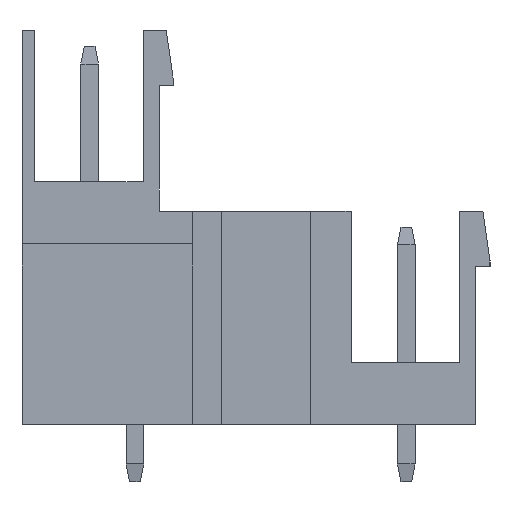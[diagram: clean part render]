
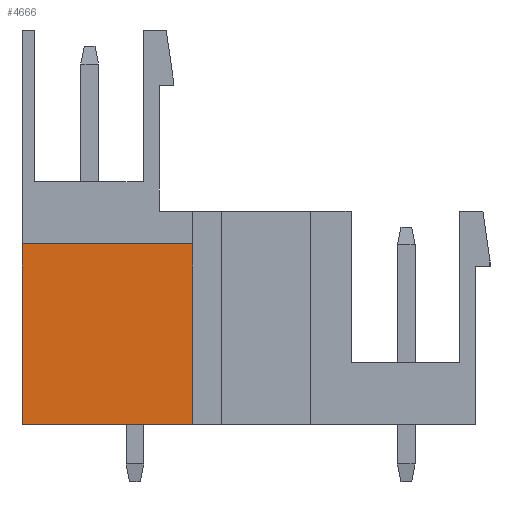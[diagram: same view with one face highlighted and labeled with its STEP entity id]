
A CAD part, left-side view. The second image highlights one B-rep face of the part: STEP entity #4666.
In plain terms, the highlighted planar face has unit normal (-1, 0, 0).
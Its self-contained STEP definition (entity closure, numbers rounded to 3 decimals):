
#4653=AXIS2_PLACEMENT_3D('Plane Axis2P3D',#4650,#4651,#4652) ;
#2877=CARTESIAN_POINT('Vertex',(1.,26.28,3.2)) ;
#2880=CARTESIAN_POINT('Line Origine',(1.,26.28,8.28)) ;
#2884=CARTESIAN_POINT('Vertex',(1.,26.28,13.36)) ;
#2962=CARTESIAN_POINT('Vertex',(1.,16.7,3.2)) ;
#2965=CARTESIAN_POINT('Line Origine',(1.,21.49,3.2)) ;
#4633=CARTESIAN_POINT('Vertex',(1.,16.7,13.36)) ;
#4636=CARTESIAN_POINT('Line Origine',(1.,16.7,8.28)) ;
#4650=CARTESIAN_POINT('Axis2P3D Location',(1.,0.,13.36)) ;
#4655=CARTESIAN_POINT('Line Origine',(1.,21.49,13.36)) ;
#2881=DIRECTION('Vector Direction',(0.,0.,-1.)) ;
#2966=DIRECTION('Vector Direction',(0.,1.,0.)) ;
#4637=DIRECTION('Vector Direction',(0.,0.,1.)) ;
#4651=DIRECTION('Axis2P3D Direction',(1.,-0.,0.)) ;
#4652=DIRECTION('Axis2P3D XDirection',(0.,0.,-1.)) ;
#4656=DIRECTION('Vector Direction',(0.,1.,0.)) ;
#2882=VECTOR('Line Direction',#2881,1.) ;
#2967=VECTOR('Line Direction',#2966,1.) ;
#4638=VECTOR('Line Direction',#4637,1.) ;
#4657=VECTOR('Line Direction',#4656,1.) ;
#4661=ORIENTED_EDGE('',*,*,#4640,.T.) ;
#4662=ORIENTED_EDGE('',*,*,#4659,.T.) ;
#4663=ORIENTED_EDGE('',*,*,#2886,.T.) ;
#4664=ORIENTED_EDGE('',*,*,#2969,.F.) ;
#4666=ADVANCED_FACE('Housing',(#4665),#4654,.F.) ;
#2886=EDGE_CURVE('',#2885,#2878,#2883,.T.) ;
#2969=EDGE_CURVE('',#2963,#2878,#2968,.T.) ;
#4640=EDGE_CURVE('',#2963,#4634,#4639,.T.) ;
#4659=EDGE_CURVE('',#4634,#2885,#4658,.T.) ;
#4660=EDGE_LOOP('',(#4661,#4662,#4663,#4664)) ;
#4665=FACE_OUTER_BOUND('',#4660,.T.) ;
#2883=LINE('Line',#2880,#2882) ;
#2968=LINE('Line',#2965,#2967) ;
#4639=LINE('Line',#4636,#4638) ;
#4658=LINE('Line',#4655,#4657) ;
#4654=PLANE('',#4653) ;
#2878=VERTEX_POINT('',#2877) ;
#2885=VERTEX_POINT('',#2884) ;
#2963=VERTEX_POINT('',#2962) ;
#4634=VERTEX_POINT('',#4633) ;
